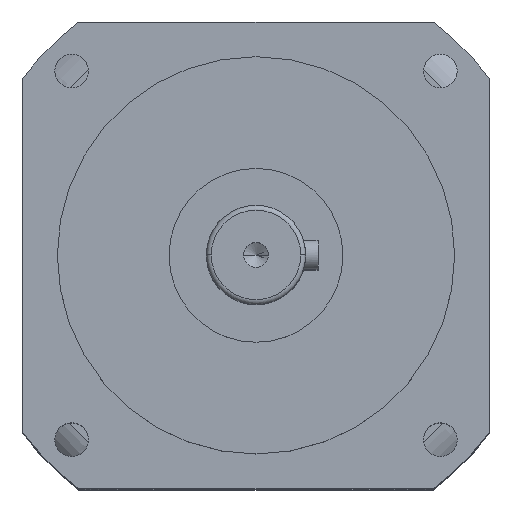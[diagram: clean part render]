
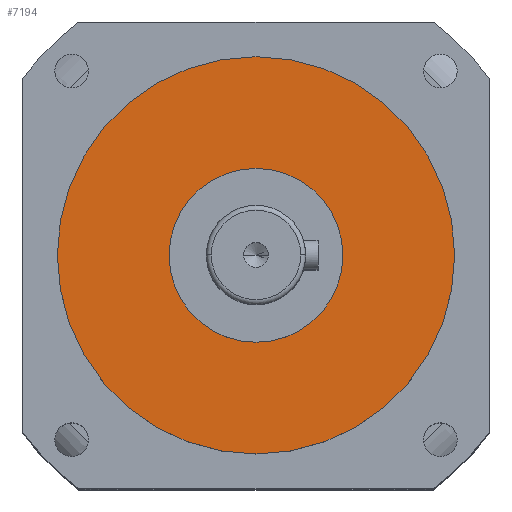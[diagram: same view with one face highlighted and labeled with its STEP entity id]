
A CAD part, top view. The second image highlights one B-rep face of the part: STEP entity #7194.
In plain terms, the highlighted planar face has unit normal (0, 0, 1).
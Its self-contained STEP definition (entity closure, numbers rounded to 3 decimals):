
#122 = DIRECTION ( 'NONE',  ( 0., 0., 1. ) ) ;
#406 = CARTESIAN_POINT ( 'NONE',  ( 17.5, 0., -50. ) ) ;
#452 = VERTEX_POINT ( 'NONE', #406 ) ;
#481 = DIRECTION ( 'NONE',  ( 0., 0., -1. ) ) ;
#560 = CIRCLE ( 'NONE', #8987, 17.5 ) ;
#973 = CARTESIAN_POINT ( 'NONE',  ( 0., 0., -50. ) ) ;
#1169 = CARTESIAN_POINT ( 'NONE',  ( 40., 0., -50. ) ) ;
#1720 = DIRECTION ( 'NONE',  ( 1., 0., 0. ) ) ;
#1754 = FACE_OUTER_BOUND ( 'NONE', #4874, .T. ) ;
#1762 = EDGE_CURVE ( 'NONE', #2233, #2924, #6076, .T. ) ;
#2010 = EDGE_CURVE ( 'NONE', #2924, #2233, #3681, .T. ) ;
#2024 = ORIENTED_EDGE ( 'NONE', *, *, #1762, .T. ) ;
#2233 = VERTEX_POINT ( 'NONE', #1169 ) ;
#2752 = AXIS2_PLACEMENT_3D ( 'NONE', #8852, #9599, #9562 ) ;
#2924 = VERTEX_POINT ( 'NONE', #6692 ) ;
#3059 = ORIENTED_EDGE ( 'NONE', *, *, #7973, .F. ) ;
#3144 = CARTESIAN_POINT ( 'NONE',  ( 0., 0., -50. ) ) ;
#3240 = CARTESIAN_POINT ( 'NONE',  ( -17.5, 0., -50. ) ) ;
#3275 = CIRCLE ( 'NONE', #6336, 17.5 ) ;
#3402 = PLANE ( 'NONE',  #6251 ) ;
#3608 = DIRECTION ( 'NONE',  ( 1., 0., 0. ) ) ;
#3638 = CARTESIAN_POINT ( 'NONE',  ( 0., 0., -50. ) ) ;
#3681 = CIRCLE ( 'NONE', #2752, 40. ) ;
#3882 = DIRECTION ( 'NONE',  ( 1., 0., 0. ) ) ;
#3973 = ORIENTED_EDGE ( 'NONE', *, *, #2010, .T. ) ;
#4092 = AXIS2_PLACEMENT_3D ( 'NONE', #3638, #122, #3608 ) ;
#4874 = EDGE_LOOP ( 'NONE', ( #2024, #3973 ) ) ;
#5407 = FACE_BOUND ( 'NONE', #8255, .T. ) ;
#5587 = DIRECTION ( 'NONE',  ( -1., 0., 0. ) ) ;
#6076 = CIRCLE ( 'NONE', #4092, 40. ) ;
#6095 = DIRECTION ( 'NONE',  ( 0., 0., 1. ) ) ;
#6251 = AXIS2_PLACEMENT_3D ( 'NONE', #9333, #481, #5587 ) ;
#6336 = AXIS2_PLACEMENT_3D ( 'NONE', #973, #6095, #1720 ) ;
#6692 = CARTESIAN_POINT ( 'NONE',  ( -40., 0., -50. ) ) ;
#7194 = ADVANCED_FACE ( 'NONE', ( #5407, #1754 ), #3402, .F. ) ;
#7973 = EDGE_CURVE ( 'NONE', #452, #8077, #560, .T. ) ;
#8077 = VERTEX_POINT ( 'NONE', #3240 ) ;
#8255 = EDGE_LOOP ( 'NONE', ( #3059, #8709 ) ) ;
#8322 = DIRECTION ( 'NONE',  ( 0., 0., 1. ) ) ;
#8709 = ORIENTED_EDGE ( 'NONE', *, *, #8964, .F. ) ;
#8852 = CARTESIAN_POINT ( 'NONE',  ( 0., 0., -50. ) ) ;
#8964 = EDGE_CURVE ( 'NONE', #8077, #452, #3275, .T. ) ;
#8987 = AXIS2_PLACEMENT_3D ( 'NONE', #3144, #8322, #3882 ) ;
#9333 = CARTESIAN_POINT ( 'NONE',  ( 0., 40., -50. ) ) ;
#9562 = DIRECTION ( 'NONE',  ( 1., 0., 0. ) ) ;
#9599 = DIRECTION ( 'NONE',  ( 0., 0., 1. ) ) ;
